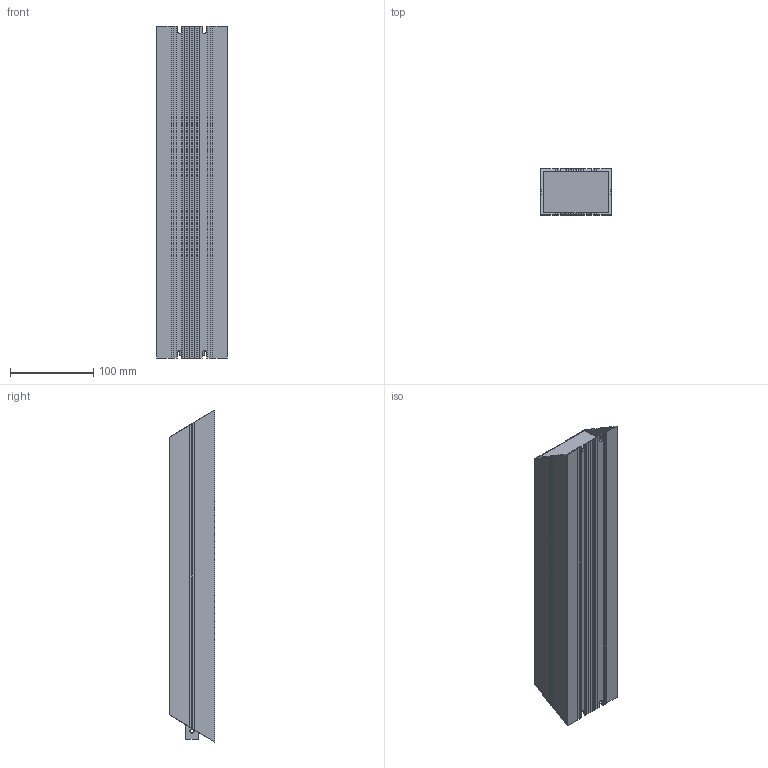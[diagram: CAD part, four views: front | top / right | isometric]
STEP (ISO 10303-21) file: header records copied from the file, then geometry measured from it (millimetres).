
FILE_DESCRIPTION (( 'STEP AP214' ), '1' );
FILE_NAME ('ﾐﾁ3-022-1ﾊ7.STEP', '2019-08-14T10:00:01', ( '' ), ( '' ), 'SwSTEP 2.0', 'SolidWorks 2015', '' );
FILE_SCHEMA (( 'AUTOMOTIVE_DESIGN' ));
Length unit declared in the file: millimetre
Products named in the file (1): ﾐﾁ3-022-1ﾊ7
Bounding box: 85 x 55 x 400 mm (x, y, z)
Volume: 305687.8 mm3; surface area: 247657.7 mm2
Topology: 1 solids, 2 shells, 189 faces, 549 edges, 366 vertices
Faces by surface type: plane 142, cylinder 47
Entity records: 6163 total; most frequent: CARTESIAN_POINT 1327, ORIENTED_EDGE 1098, DIRECTION 875, EDGE_CURVE 549, LINE 455, VECTOR 455, VERTEX_POINT 366, AXIS2_PLACEMENT_3D 210
